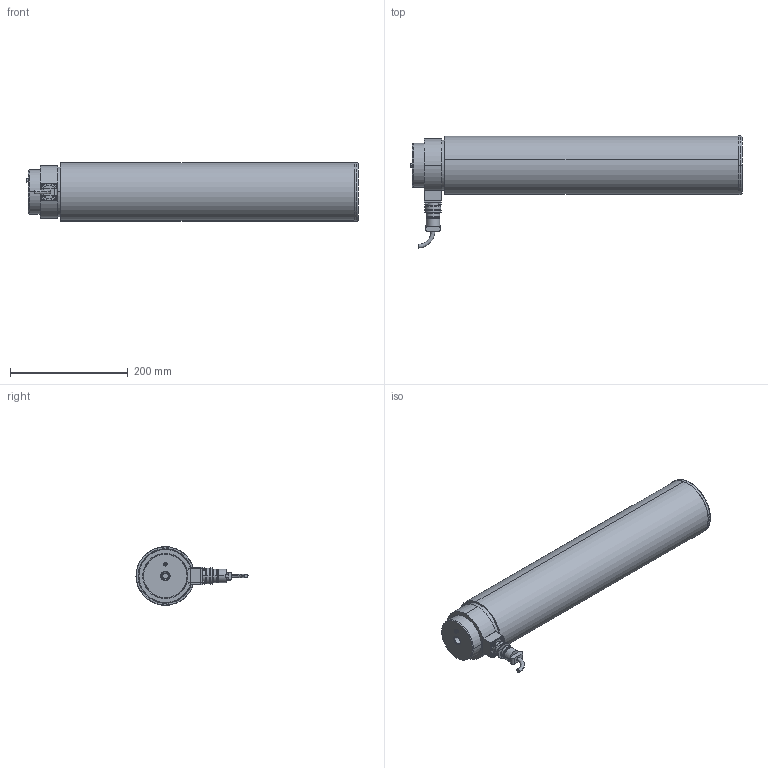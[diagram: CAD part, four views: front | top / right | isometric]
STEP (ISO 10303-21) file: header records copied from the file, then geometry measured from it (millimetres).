
FILE_DESCRIPTION (( 'STEP AP203' ), '1' );
FILE_NAME ('31102180_stp_-.step', '2020-02-21T16:20:11', ( '' ), ( '' ), 'SwSTEP 2.0', 'SolidWorks 2018', '' );
FILE_SCHEMA (( 'CONFIG_CONTROL_DESIGN' ));
Length unit declared in the file: millimetre
Products named in the file (15): 130507.5_01; Federringe_DIN127A_M03; Lamellenstopfen_D_100; 130509.1_01; 47868_H15; Zyl-Schr DIN912_M3x25; RKL_6006_01; 49026_01; FLANSCHDOSE_14S-2P_4-POLIG; 47726-04_stp_01; 31102180_stp_-; 47675_01; 130509-3_01; 47849_01; Spannstift_ISO13337_D06x12
Assembly tree (22 placements, depth 3):
  31102180_stp_-
    47726-04_stp_01
    47675_01
    47868_H15
    47849_01
    49026_01
    FLANSCHDOSE_14S-2P_4-POLIG
    Federringe_DIN127A_M03  x4
    Zyl-Schr DIN912_M3x25  x4
    Lamellenstopfen_D_100
    Spannstift_ISO13337_D06x12
    RKL_6006_01  x2
    130509-3_01
      130509.1_01
      130507.5_01  x2
Bounding box: 565 x 190.65 x 100 mm (x, y, z)
Volume: 1735785.5 mm3; surface area: 532973.1 mm2
Topology: 31 solids, 31 shells, 570 faces, 1300 edges, 814 vertices
Faces by surface type: cylinder 234, plane 162, cone 82, torus 70, sphere 16, bspline 6
Entity records: 15045 total; most frequent: CARTESIAN_POINT 2924, DIRECTION 2408, ORIENTED_EDGE 1964, AXIS2_PLACEMENT_3D 1008, EDGE_CURVE 982, VERTEX_POINT 616, CIRCLE 548, EDGE_LOOP 530
